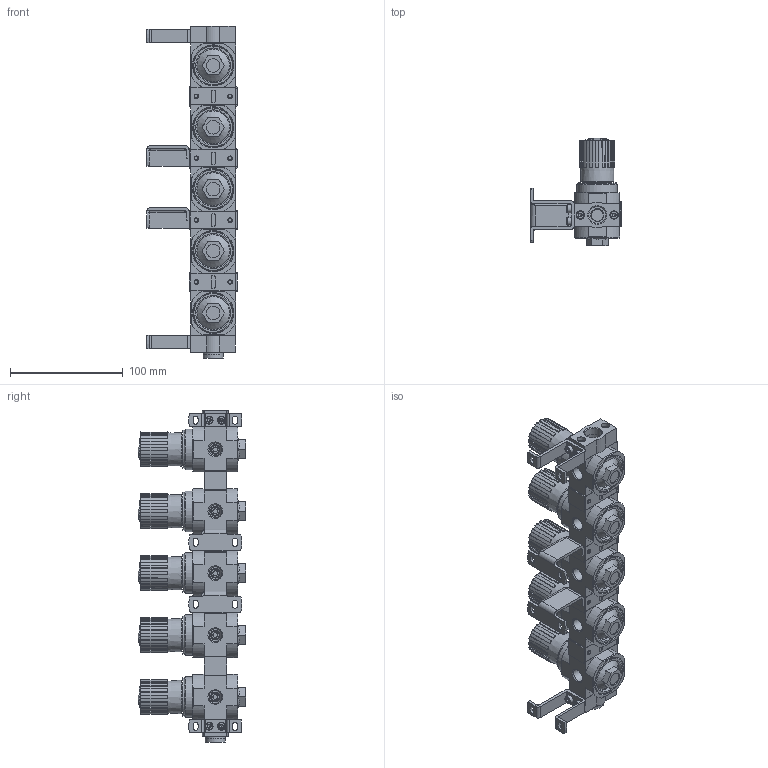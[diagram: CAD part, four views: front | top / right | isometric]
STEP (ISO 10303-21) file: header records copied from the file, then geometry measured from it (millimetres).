
FILE_DESCRIPTION(/* description */ ('STEP AP214'),/* implementation_level */ '2;1');
FILE_NAME(/* name */ '529001_LRB-3_8-D-7-O-K5-MINI',/* time_stamp */ '2024-09-04T22:24:57+02:00',/* author */ ('License CC BY-ND 4.0'),/* organization */ ('CADENAS'),/* preprocessor_version */ 'ST-DEVELOPER v19.3',/* originating_system */ 'PARTsolutions',/* authorisation */ ' ');
FILE_SCHEMA (('AUTOMOTIVE_DESIGN {1 0 10303 214 3 1 1}'));
Length unit declared in the file: millimetre
Products named in the file (15): 529001 LRB-3/8-D-7-O-K5-MINI---(0); 529001 LRB-3/8-D-7-O-K5-MINI---(0-Geh); 525034 LRBAS-3/8-D-MINI---(p); 525029 HRB-D-MINI---(p); DIN-912 - M4x8(F); 2224 O-1/4; DIN-908 G1/4A; DIN-912 - M4x14(F); 373845 LR-MINI; 529022 HRBC-D-MINIo; 529022 HRBC-D-MINIu; 680968 HRBC-D-MINI---(s); DIN-912 - M4x16(F); 525031 HRBK-D-MINI---(p); Senkschraube DIN 7991 M4x20
Assembly tree (58 placements, depth 2):
  529001 LRB-3/8-D-7-O-K5-MINI---(0)
    529001 LRB-3/8-D-7-O-K5-MINI---(0-Geh)  x5
    525034 LRBAS-3/8-D-MINI---(p)  x2
    525029 HRB-D-MINI---(p)  x2
    DIN-912 - M4x8(F)  x4
    2224 O-1/4
    DIN-908 G1/4A
    DIN-912 - M4x14(F)  x4
    373845 LR-MINI  x5
    529022 HRBC-D-MINIo  x4
    529022 HRBC-D-MINIu  x4
    680968 HRBC-D-MINI---(s)  x16
    DIN-912 - M4x16(F)  x4
    525031 HRBK-D-MINI---(p)  x2
    Senkschraube DIN 7991 M4x20  x4
Bounding box: 80.7 x 95.4 x 295 mm (x, y, z)
Volume: 527145.7 mm3; surface area: 165473.5 mm2
Topology: 58 solids, 58 shells, 2618 faces, 6387 edges, 4056 vertices
Faces by surface type: plane 1436, cylinder 660, cone 397, torus 100, sphere 25
Full cylindrical faces by diameter (mm): 3.242 x32, 3.5 x16, 4 x32, 4.3 x25, 6.9 x5, 7 x12, 7.4 x4, 7.5 x8, 7.9 x1, 8 x4, 8.2 x5, 8.566 x5, 9 x32, 9.728 x5, 11 x9, 11.4 x2, 11.445 x5, 12 x5, 12.2 x5, 13.157 x1, 13.2 x1, 14.95 x2, 15.7 x4, 15.8 x5, 17.2 x2, 18 x2, 24.9 x5, 26.9 x5, 31 x5, 33.9 x5
Entity records: 20411 total; most frequent: CARTESIAN_POINT 3512, DIRECTION 3310, ORIENTED_EDGE 2866, EDGE_CURVE 1433, AXIS2_PLACEMENT_3D 1279, VERTEX_POINT 996, FACE_BOUND 849, EDGE_LOOP 840
